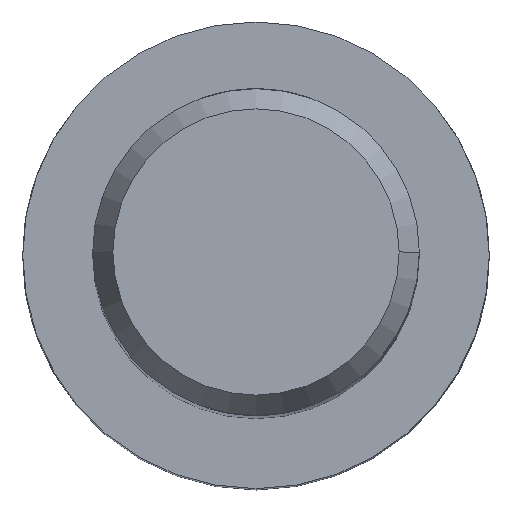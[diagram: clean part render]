
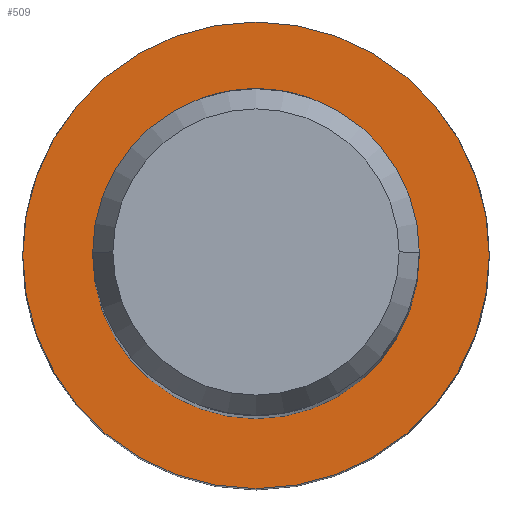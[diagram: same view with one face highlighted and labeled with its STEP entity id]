
A CAD part, top view. The second image highlights one B-rep face of the part: STEP entity #509.
In plain terms, the highlighted planar face has unit normal (0, 0, 1).
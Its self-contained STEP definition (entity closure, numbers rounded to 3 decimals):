
#106=CARTESIAN_POINT('',(0.,0.,-82.));
#107=DIRECTION('',(0.,0.,-1.));
#108=DIRECTION('',(1.,0.,0.));
#109=AXIS2_PLACEMENT_3D('',#106,#107,#108);
#111=CARTESIAN_POINT('',(0.,0.,-82.));
#112=DIRECTION('',(0.,0.,1.));
#113=DIRECTION('',(1.,0.,0.));
#114=AXIS2_PLACEMENT_3D('',#111,#112,#113);
#125=CARTESIAN_POINT('',(0.,0.,-82.));
#126=DIRECTION('',(0.,0.,1.));
#127=DIRECTION('',(1.,0.,0.));
#128=AXIS2_PLACEMENT_3D('',#125,#126,#127);
#192=CARTESIAN_POINT('',(0.,0.,-82.));
#193=DIRECTION('',(0.,0.,-1.));
#194=DIRECTION('',(1.,0.,0.));
#195=AXIS2_PLACEMENT_3D('',#192,#193,#194);
#316=CARTESIAN_POINT('',(7.,0.,-82.));
#317=CARTESIAN_POINT('',(-7.,0.,-82.));
#318=VERTEX_POINT('',#316);
#319=VERTEX_POINT('',#317);
#320=CARTESIAN_POINT('',(10.,0.,-82.));
#321=CARTESIAN_POINT('',(-10.,0.,-82.));
#322=VERTEX_POINT('',#320);
#323=VERTEX_POINT('',#321);
#494=CARTESIAN_POINT('',(0.,0.,-82.));
#495=DIRECTION('',(0.,0.,1.));
#496=DIRECTION('',(-1.,0.,0.));
#497=AXIS2_PLACEMENT_3D('',#494,#495,#496);
#498=PLANE('',#497);
#500=ORIENTED_EDGE('',*,*,#499,.F.);
#502=ORIENTED_EDGE('',*,*,#501,.T.);
#503=EDGE_LOOP('',(#500,#502));
#504=FACE_OUTER_BOUND('',#503,.F.);
#505=ORIENTED_EDGE('',*,*,#423,.F.);
#506=ORIENTED_EDGE('',*,*,#459,.T.);
#507=EDGE_LOOP('',(#505,#506));
#508=FACE_BOUND('',#507,.F.);
#509=ADVANCED_FACE('',(#504,#508),#498,.T.);
#110=CIRCLE('',#109,7.);
#115=CIRCLE('',#114,7.);
#129=CIRCLE('',#128,10.);
#196=CIRCLE('',#195,10.);
#423=EDGE_CURVE('',#318,#319,#110,.T.);
#459=EDGE_CURVE('',#318,#319,#115,.T.);
#499=EDGE_CURVE('',#322,#323,#129,.T.);
#501=EDGE_CURVE('',#322,#323,#196,.T.);
